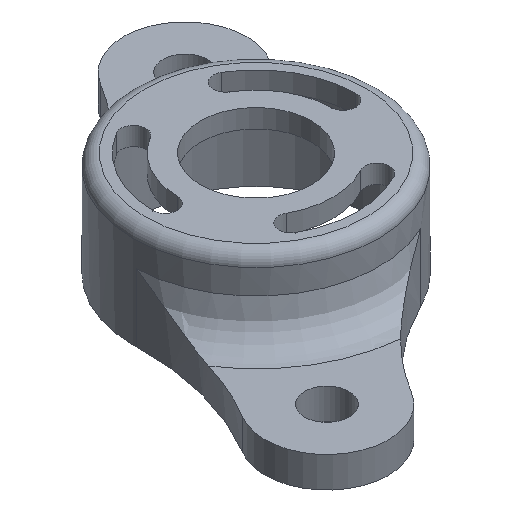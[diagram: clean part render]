
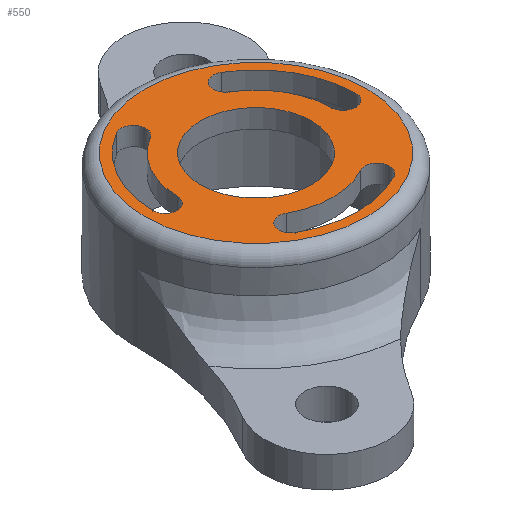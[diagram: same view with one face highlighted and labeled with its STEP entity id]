
A CAD part, isometric view. The second image highlights one B-rep face of the part: STEP entity #550.
In plain terms, the highlighted planar face has unit normal (0, 0, 1).
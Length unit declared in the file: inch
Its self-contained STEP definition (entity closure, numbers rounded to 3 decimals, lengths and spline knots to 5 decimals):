
#15=FACE_BOUND('',#142,.T.);
#16=FACE_BOUND('',#143,.T.);
#17=FACE_BOUND('',#144,.T.);
#18=FACE_BOUND('',#145,.T.);
#28=PLANE('',#593);
#110=FACE_OUTER_BOUND('',#141,.T.);
#141=EDGE_LOOP('',(#401));
#142=EDGE_LOOP('',(#402));
#143=EDGE_LOOP('',(#403,#404,#405,#406));
#144=EDGE_LOOP('',(#407,#408,#409,#410));
#145=EDGE_LOOP('',(#411,#412,#413,#414));
#189=CIRCLE('',#591,0.45);
#191=CIRCLE('',#594,0.225);
#192=CIRCLE('',#595,0.3125);
#193=CIRCLE('',#596,0.05);
#194=CIRCLE('',#597,0.4125);
#195=CIRCLE('',#598,0.05);
#196=CIRCLE('',#599,0.3125);
#197=CIRCLE('',#600,0.05);
#198=CIRCLE('',#601,0.4125);
#199=CIRCLE('',#602,0.05);
#200=CIRCLE('',#603,0.3125);
#201=CIRCLE('',#604,0.05);
#202=CIRCLE('',#605,0.4125);
#203=CIRCLE('',#606,0.05);
#253=VERTEX_POINT('',#925);
#254=VERTEX_POINT('',#929);
#255=VERTEX_POINT('',#931);
#256=VERTEX_POINT('',#932);
#257=VERTEX_POINT('',#934);
#258=VERTEX_POINT('',#936);
#259=VERTEX_POINT('',#939);
#260=VERTEX_POINT('',#940);
#261=VERTEX_POINT('',#942);
#262=VERTEX_POINT('',#944);
#263=VERTEX_POINT('',#947);
#264=VERTEX_POINT('',#948);
#265=VERTEX_POINT('',#950);
#266=VERTEX_POINT('',#952);
#311=EDGE_CURVE('',#253,#253,#189,.T.);
#313=EDGE_CURVE('',#254,#254,#191,.T.);
#314=EDGE_CURVE('',#255,#256,#192,.T.);
#315=EDGE_CURVE('',#256,#257,#193,.T.);
#316=EDGE_CURVE('',#257,#258,#194,.T.);
#317=EDGE_CURVE('',#258,#255,#195,.T.);
#318=EDGE_CURVE('',#259,#260,#196,.T.);
#319=EDGE_CURVE('',#260,#261,#197,.T.);
#320=EDGE_CURVE('',#261,#262,#198,.T.);
#321=EDGE_CURVE('',#262,#259,#199,.T.);
#322=EDGE_CURVE('',#263,#264,#200,.T.);
#323=EDGE_CURVE('',#264,#265,#201,.T.);
#324=EDGE_CURVE('',#265,#266,#202,.T.);
#325=EDGE_CURVE('',#266,#263,#203,.T.);
#401=ORIENTED_EDGE('',*,*,#311,.F.);
#402=ORIENTED_EDGE('',*,*,#313,.T.);
#403=ORIENTED_EDGE('',*,*,#314,.T.);
#404=ORIENTED_EDGE('',*,*,#315,.T.);
#405=ORIENTED_EDGE('',*,*,#316,.T.);
#406=ORIENTED_EDGE('',*,*,#317,.T.);
#407=ORIENTED_EDGE('',*,*,#318,.T.);
#408=ORIENTED_EDGE('',*,*,#319,.T.);
#409=ORIENTED_EDGE('',*,*,#320,.T.);
#410=ORIENTED_EDGE('',*,*,#321,.T.);
#411=ORIENTED_EDGE('',*,*,#322,.T.);
#412=ORIENTED_EDGE('',*,*,#323,.T.);
#413=ORIENTED_EDGE('',*,*,#324,.T.);
#414=ORIENTED_EDGE('',*,*,#325,.T.);
#550=ADVANCED_FACE('',(#110,#15,#16,#17,#18),#28,.T.);
#591=AXIS2_PLACEMENT_3D('',#926,#695,#696);
#593=AXIS2_PLACEMENT_3D('',#928,#699,#700);
#594=AXIS2_PLACEMENT_3D('',#930,#701,#702);
#595=AXIS2_PLACEMENT_3D('',#933,#703,#704);
#596=AXIS2_PLACEMENT_3D('',#935,#705,#706);
#597=AXIS2_PLACEMENT_3D('',#937,#707,#708);
#598=AXIS2_PLACEMENT_3D('',#938,#709,#710);
#599=AXIS2_PLACEMENT_3D('',#941,#711,#712);
#600=AXIS2_PLACEMENT_3D('',#943,#713,#714);
#601=AXIS2_PLACEMENT_3D('',#945,#715,#716);
#602=AXIS2_PLACEMENT_3D('',#946,#717,#718);
#603=AXIS2_PLACEMENT_3D('',#949,#719,#720);
#604=AXIS2_PLACEMENT_3D('',#951,#721,#722);
#605=AXIS2_PLACEMENT_3D('',#953,#723,#724);
#606=AXIS2_PLACEMENT_3D('',#954,#725,#726);
#695=DIRECTION('center_axis',(0.,0.,-1.));
#696=DIRECTION('ref_axis',(-1.,0.,0.));
#699=DIRECTION('center_axis',(0.,0.,1.));
#700=DIRECTION('ref_axis',(-1.,0.,0.));
#701=DIRECTION('center_axis',(0.,0.,-1.));
#702=DIRECTION('ref_axis',(-1.,0.,0.));
#703=DIRECTION('center_axis',(0.,0.,1.));
#704=DIRECTION('ref_axis',(1.,0.02,0.));
#705=DIRECTION('center_axis',(0.,0.,-1.));
#706=DIRECTION('ref_axis',(0.517,0.856,0.));
#707=DIRECTION('center_axis',(0.,0.,-1.));
#708=DIRECTION('ref_axis',(1.,0.02,0.));
#709=DIRECTION('center_axis',(0.,0.,-1.));
#710=DIRECTION('ref_axis',(-1.,-0.02,0.));
#711=DIRECTION('center_axis',(0.,0.,1.));
#712=DIRECTION('ref_axis',(-0.517,0.856,0.));
#713=DIRECTION('center_axis',(0.,0.,-1.));
#714=DIRECTION('ref_axis',(-1.,0.02,0.));
#715=DIRECTION('center_axis',(0.,0.,-1.));
#716=DIRECTION('ref_axis',(-0.517,0.856,0.));
#717=DIRECTION('center_axis',(0.,0.,-1.));
#718=DIRECTION('ref_axis',(0.517,-0.856,0.));
#719=DIRECTION('center_axis',(0.,0.,1.));
#720=DIRECTION('ref_axis',(-0.483,-0.876,0.));
#721=DIRECTION('center_axis',(0.,0.,-1.));
#722=DIRECTION('ref_axis',(0.483,-0.876,0.));
#723=DIRECTION('center_axis',(0.,0.,-1.));
#724=DIRECTION('ref_axis',(-0.483,-0.876,0.));
#725=DIRECTION('center_axis',(0.,0.,-1.));
#726=DIRECTION('ref_axis',(0.483,0.876,0.));
#925=CARTESIAN_POINT('',(0.25726,0.81416,0.425));
#926=CARTESIAN_POINT('Origin',(0.70726,0.81416,0.425));
#928=CARTESIAN_POINT('Origin',(0.70726,0.81416,0.425));
#929=CARTESIAN_POINT('',(0.93226,0.81416,0.425));
#930=CARTESIAN_POINT('Origin',(0.70726,0.81416,0.425));
#931=CARTESIAN_POINT('',(1.0197,0.82035,0.425));
#932=CARTESIAN_POINT('',(0.86884,1.08165,0.425));
#933=CARTESIAN_POINT('Origin',(0.70726,0.81416,0.425));
#934=CARTESIAN_POINT('',(0.92054,1.16724,0.425));
#935=CARTESIAN_POINT('Origin',(0.89469,1.12445,0.425));
#936=CARTESIAN_POINT('',(1.11968,0.82233,0.425));
#937=CARTESIAN_POINT('Origin',(0.70726,0.81416,0.425));
#938=CARTESIAN_POINT('Origin',(1.06969,0.82134,0.425));
#939=CARTESIAN_POINT('',(0.54568,1.08165,0.425));
#940=CARTESIAN_POINT('',(0.39482,0.82035,0.425));
#941=CARTESIAN_POINT('Origin',(0.70726,0.81416,0.425));
#942=CARTESIAN_POINT('',(0.29484,0.82233,0.425));
#943=CARTESIAN_POINT('Origin',(0.34483,0.82134,0.425));
#944=CARTESIAN_POINT('',(0.49398,1.16724,0.425));
#945=CARTESIAN_POINT('Origin',(0.70726,0.81416,0.425));
#946=CARTESIAN_POINT('Origin',(0.51983,1.12445,0.425));
#947=CARTESIAN_POINT('',(0.5564,0.54049,0.425));
#948=CARTESIAN_POINT('',(0.85812,0.54049,0.425));
#949=CARTESIAN_POINT('Origin',(0.70726,0.81416,0.425));
#950=CARTESIAN_POINT('',(0.9064,0.45291,0.425));
#951=CARTESIAN_POINT('Origin',(0.88226,0.4967,0.425));
#952=CARTESIAN_POINT('',(0.50812,0.45291,0.425));
#953=CARTESIAN_POINT('Origin',(0.70726,0.81416,0.425));
#954=CARTESIAN_POINT('Origin',(0.53226,0.4967,0.425));
